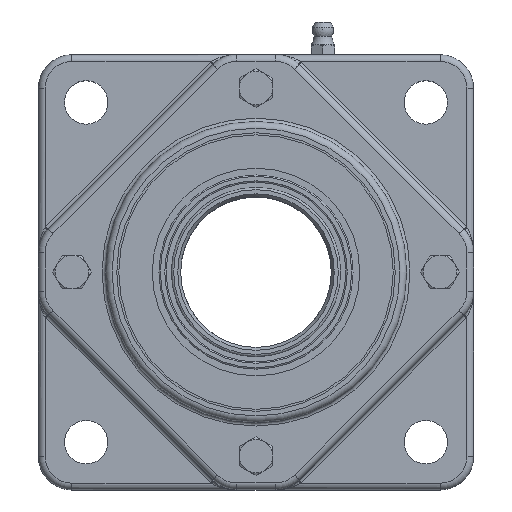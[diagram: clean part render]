
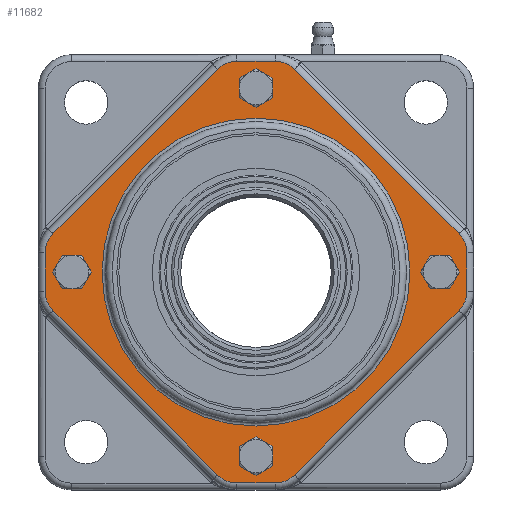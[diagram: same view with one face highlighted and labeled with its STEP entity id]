
A CAD part, top view. The second image highlights one B-rep face of the part: STEP entity #11682.
In plain terms, the highlighted planar face has unit normal (0, 0, 1).
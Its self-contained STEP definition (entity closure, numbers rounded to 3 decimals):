
#1082=FACE_BOUND('',#2347,.T.);
#1083=FACE_BOUND('',#2348,.T.);
#1084=FACE_BOUND('',#2349,.T.);
#1085=FACE_BOUND('',#2350,.T.);
#1086=FACE_BOUND('',#2351,.T.);
#1199=PLANE('',#12583);
#1639=FACE_OUTER_BOUND('',#2346,.T.);
#2346=EDGE_LOOP('',(#8511,#8512,#8513,#8514,#8515,#8516,#8517,#8518,#8519,
#8520,#8521,#8522,#8523,#8524,#8525,#8526));
#2347=EDGE_LOOP('',(#8527));
#2348=EDGE_LOOP('',(#8528));
#2349=EDGE_LOOP('',(#8529));
#2350=EDGE_LOOP('',(#8530));
#2351=EDGE_LOOP('',(#8531));
#3076=LINE('',#18056,#3733);
#3078=LINE('',#18068,#3735);
#3080=LINE('',#18080,#3737);
#3082=LINE('',#18092,#3739);
#3084=LINE('',#18104,#3741);
#3086=LINE('',#18116,#3743);
#3088=LINE('',#18128,#3745);
#3090=LINE('',#18137,#3747);
#3733=VECTOR('',#14365,10.);
#3735=VECTOR('',#14379,10.);
#3737=VECTOR('',#14393,10.);
#3739=VECTOR('',#14407,10.);
#3741=VECTOR('',#14421,10.);
#3743=VECTOR('',#14435,10.);
#3745=VECTOR('',#14449,10.);
#3747=VECTOR('',#14461,10.);
#4332=CIRCLE('',#12362,4.35);
#4368=CIRCLE('',#12440,4.35);
#4420=CIRCLE('',#12525,8.);
#4426=CIRCLE('',#12533,8.);
#4430=CIRCLE('',#12539,8.);
#4434=CIRCLE('',#12545,8.);
#4438=CIRCLE('',#12551,8.);
#4442=CIRCLE('',#12557,8.);
#4446=CIRCLE('',#12563,8.);
#4450=CIRCLE('',#12569,8.);
#4455=CIRCLE('',#12584,4.35);
#4456=CIRCLE('',#12585,4.35);
#4457=CIRCLE('',#12586,46.);
#5124=VERTEX_POINT('',#17555);
#5182=VERTEX_POINT('',#17821);
#5260=VERTEX_POINT('',#18044);
#5261=VERTEX_POINT('',#18046);
#5263=VERTEX_POINT('',#18052);
#5265=VERTEX_POINT('',#18058);
#5267=VERTEX_POINT('',#18064);
#5269=VERTEX_POINT('',#18070);
#5271=VERTEX_POINT('',#18076);
#5273=VERTEX_POINT('',#18082);
#5275=VERTEX_POINT('',#18088);
#5277=VERTEX_POINT('',#18094);
#5279=VERTEX_POINT('',#18100);
#5281=VERTEX_POINT('',#18106);
#5283=VERTEX_POINT('',#18112);
#5285=VERTEX_POINT('',#18118);
#5287=VERTEX_POINT('',#18124);
#5289=VERTEX_POINT('',#18130);
#5300=VERTEX_POINT('',#18173);
#5301=VERTEX_POINT('',#18175);
#5302=VERTEX_POINT('',#18177);
#6262=EDGE_CURVE('',#5124,#5124,#4332,.T.);
#6356=EDGE_CURVE('',#5182,#5182,#4368,.T.);
#6469=EDGE_CURVE('',#5260,#5261,#4420,.T.);
#6474=EDGE_CURVE('',#5261,#5263,#3076,.T.);
#6477=EDGE_CURVE('',#5263,#5265,#4426,.T.);
#6480=EDGE_CURVE('',#5265,#5267,#3078,.T.);
#6483=EDGE_CURVE('',#5267,#5269,#4430,.T.);
#6486=EDGE_CURVE('',#5269,#5271,#3080,.T.);
#6489=EDGE_CURVE('',#5271,#5273,#4434,.T.);
#6492=EDGE_CURVE('',#5273,#5275,#3082,.T.);
#6495=EDGE_CURVE('',#5275,#5277,#4438,.T.);
#6498=EDGE_CURVE('',#5277,#5279,#3084,.T.);
#6501=EDGE_CURVE('',#5279,#5281,#4442,.T.);
#6504=EDGE_CURVE('',#5281,#5283,#3086,.T.);
#6507=EDGE_CURVE('',#5283,#5285,#4446,.T.);
#6510=EDGE_CURVE('',#5285,#5287,#3088,.T.);
#6513=EDGE_CURVE('',#5287,#5289,#4450,.T.);
#6515=EDGE_CURVE('',#5289,#5260,#3090,.T.);
#6533=EDGE_CURVE('',#5300,#5300,#4455,.T.);
#6534=EDGE_CURVE('',#5301,#5301,#4456,.T.);
#6535=EDGE_CURVE('',#5302,#5302,#4457,.T.);
#8511=ORIENTED_EDGE('',*,*,#6469,.F.);
#8512=ORIENTED_EDGE('',*,*,#6515,.F.);
#8513=ORIENTED_EDGE('',*,*,#6513,.F.);
#8514=ORIENTED_EDGE('',*,*,#6510,.F.);
#8515=ORIENTED_EDGE('',*,*,#6507,.F.);
#8516=ORIENTED_EDGE('',*,*,#6504,.F.);
#8517=ORIENTED_EDGE('',*,*,#6501,.F.);
#8518=ORIENTED_EDGE('',*,*,#6498,.F.);
#8519=ORIENTED_EDGE('',*,*,#6495,.F.);
#8520=ORIENTED_EDGE('',*,*,#6492,.F.);
#8521=ORIENTED_EDGE('',*,*,#6489,.F.);
#8522=ORIENTED_EDGE('',*,*,#6486,.F.);
#8523=ORIENTED_EDGE('',*,*,#6483,.F.);
#8524=ORIENTED_EDGE('',*,*,#6480,.F.);
#8525=ORIENTED_EDGE('',*,*,#6477,.F.);
#8526=ORIENTED_EDGE('',*,*,#6474,.F.);
#8527=ORIENTED_EDGE('',*,*,#6533,.T.);
#8528=ORIENTED_EDGE('',*,*,#6262,.T.);
#8529=ORIENTED_EDGE('',*,*,#6534,.T.);
#8530=ORIENTED_EDGE('',*,*,#6356,.T.);
#8531=ORIENTED_EDGE('',*,*,#6535,.F.);
#11682=ADVANCED_FACE('',(#1639,#1082,#1083,#1084,#1085,#1086),#1199,.F.);
#12362=AXIS2_PLACEMENT_3D('',#17556,#13945,#13946);
#12440=AXIS2_PLACEMENT_3D('',#17822,#14123,#14124);
#12525=AXIS2_PLACEMENT_3D('',#18047,#14354,#14355);
#12533=AXIS2_PLACEMENT_3D('',#18062,#14372,#14373);
#12539=AXIS2_PLACEMENT_3D('',#18074,#14386,#14387);
#12545=AXIS2_PLACEMENT_3D('',#18086,#14400,#14401);
#12551=AXIS2_PLACEMENT_3D('',#18098,#14414,#14415);
#12557=AXIS2_PLACEMENT_3D('',#18110,#14428,#14429);
#12563=AXIS2_PLACEMENT_3D('',#18122,#14442,#14443);
#12569=AXIS2_PLACEMENT_3D('',#18134,#14456,#14457);
#12583=AXIS2_PLACEMENT_3D('',#18172,#14499,#14500);
#12584=AXIS2_PLACEMENT_3D('',#18174,#14501,#14502);
#12585=AXIS2_PLACEMENT_3D('',#18176,#14503,#14504);
#12586=AXIS2_PLACEMENT_3D('',#18178,#14505,#14506);
#13945=DIRECTION('center_axis',(0.,0.,
-1.));
#13946=DIRECTION('ref_axis',(0.,-1.,0.));
#14123=DIRECTION('center_axis',(0.,0.,
-1.));
#14124=DIRECTION('ref_axis',(0.,1.,0.));
#14354=DIRECTION('center_axis',(0.,0.,
-1.));
#14355=DIRECTION('ref_axis',(0.383,-0.924,0.));
#14365=DIRECTION('',(-1.,0.,0.));
#14372=DIRECTION('center_axis',(0.,0.,
-1.));
#14373=DIRECTION('ref_axis',(-0.383,-0.924,0.));
#14379=DIRECTION('',(-0.707,0.707,0.));
#14386=DIRECTION('center_axis',(0.,0.,
-1.));
#14387=DIRECTION('ref_axis',(-0.924,-0.383,0.));
#14393=DIRECTION('',(0.,1.,0.));
#14400=DIRECTION('center_axis',(0.,0.,
-1.));
#14401=DIRECTION('ref_axis',(-0.924,0.383,0.));
#14407=DIRECTION('',(0.707,0.707,0.));
#14414=DIRECTION('center_axis',(0.,0.,
-1.));
#14415=DIRECTION('ref_axis',(-0.383,0.924,0.));
#14421=DIRECTION('',(1.,0.,0.));
#14428=DIRECTION('center_axis',(0.,0.,
-1.));
#14429=DIRECTION('ref_axis',(0.383,0.924,0.));
#14435=DIRECTION('',(0.707,-0.707,0.));
#14442=DIRECTION('center_axis',(0.,0.,
-1.));
#14443=DIRECTION('ref_axis',(0.924,0.383,0.));
#14449=DIRECTION('',(0.,-1.,0.));
#14456=DIRECTION('center_axis',(0.,0.,
-1.));
#14457=DIRECTION('ref_axis',(0.924,-0.383,0.));
#14461=DIRECTION('',(-0.707,-0.707,0.));
#14499=DIRECTION('center_axis',(0.,0.,
-1.));
#14500=DIRECTION('ref_axis',(0.,-1.,0.));
#14501=DIRECTION('center_axis',(0.,0.,
-1.));
#14502=DIRECTION('ref_axis',(-1.,0.,0.));
#14503=DIRECTION('center_axis',(0.,0.,
-1.));
#14504=DIRECTION('ref_axis',(1.,0.,0.));
#14505=DIRECTION('center_axis',(0.,0.,
1.));
#14506=DIRECTION('ref_axis',(0.,-1.,0.));
#17555=CARTESIAN_POINT('',(-138.087,-53.332,9.286));
#17556=CARTESIAN_POINT('Origin',(-138.087,-57.682,9.286));
#17821=CARTESIAN_POINT('',(-138.087,47.968,9.286));
#17822=CARTESIAN_POINT('Origin',(-138.087,52.318,9.286));
#18044=CARTESIAN_POINT('',(-126.619,-63.339,9.286));
#18046=CARTESIAN_POINT('',(-132.276,-65.682,9.286));
#18047=CARTESIAN_POINT('Origin',(-132.276,-57.682,9.286));
#18052=CARTESIAN_POINT('',(-143.898,-65.682,9.286));
#18056=CARTESIAN_POINT('',(-105.587,-65.682,9.286));
#18058=CARTESIAN_POINT('',(-149.555,-63.339,9.286));
#18062=CARTESIAN_POINT('Origin',(-143.898,-57.682,9.286));
#18064=CARTESIAN_POINT('',(-198.744,-14.15,9.286));
#18068=CARTESIAN_POINT('',(-187.911,-24.983,9.286));
#18070=CARTESIAN_POINT('',(-201.087,-8.493,9.286));
#18074=CARTESIAN_POINT('Origin',(-193.087,-8.493,9.286));
#18076=CARTESIAN_POINT('',(-201.087,3.129,9.286));
#18080=CARTESIAN_POINT('',(-201.087,-35.182,9.286));
#18082=CARTESIAN_POINT('',(-198.744,8.786,9.286));
#18086=CARTESIAN_POINT('Origin',(-193.087,3.129,9.286));
#18088=CARTESIAN_POINT('',(-149.555,57.975,9.286));
#18092=CARTESIAN_POINT('',(-160.388,47.142,9.286));
#18094=CARTESIAN_POINT('',(-143.898,60.318,9.286));
#18098=CARTESIAN_POINT('Origin',(-143.898,52.318,9.286));
#18100=CARTESIAN_POINT('',(-132.276,60.318,9.286));
#18104=CARTESIAN_POINT('',(-170.587,60.318,9.286));
#18106=CARTESIAN_POINT('',(-126.619,57.975,9.286));
#18110=CARTESIAN_POINT('Origin',(-132.276,52.318,9.286));
#18112=CARTESIAN_POINT('',(-77.43,8.786,9.286));
#18116=CARTESIAN_POINT('',(-88.263,19.619,9.286));
#18118=CARTESIAN_POINT('',(-75.087,3.129,9.286));
#18122=CARTESIAN_POINT('Origin',(-83.087,3.129,9.286));
#18124=CARTESIAN_POINT('',(-75.087,-8.493,9.286));
#18128=CARTESIAN_POINT('',(-75.087,29.818,9.286));
#18130=CARTESIAN_POINT('',(-77.43,-14.15,9.286));
#18134=CARTESIAN_POINT('Origin',(-83.087,-8.493,9.286));
#18137=CARTESIAN_POINT('',(-115.786,-52.506,9.286));
#18172=CARTESIAN_POINT('Origin',(-138.087,-2.682,9.286));
#18173=CARTESIAN_POINT('',(-188.737,-2.682,9.286));
#18174=CARTESIAN_POINT('Origin',(-193.087,-2.682,9.286));
#18175=CARTESIAN_POINT('',(-87.437,-2.682,9.286));
#18176=CARTESIAN_POINT('Origin',(-83.087,-2.682,9.286));
#18177=CARTESIAN_POINT('',(-138.087,-48.682,9.286));
#18178=CARTESIAN_POINT('Origin',(-138.087,-2.682,9.286));
